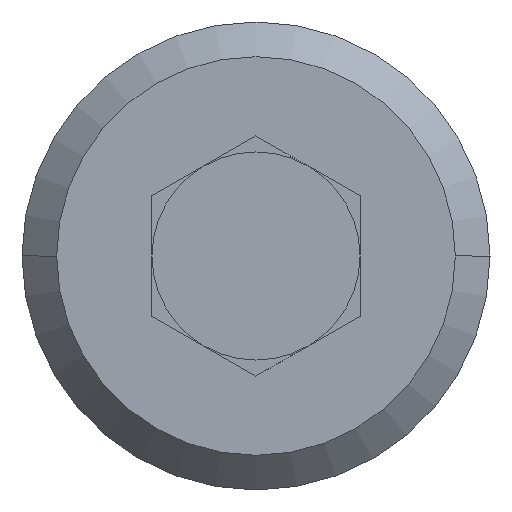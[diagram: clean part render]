
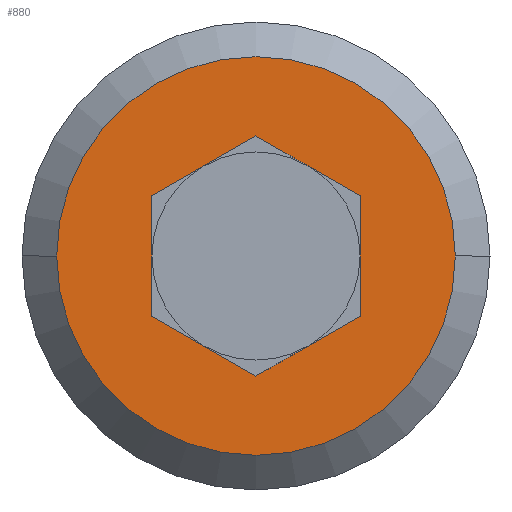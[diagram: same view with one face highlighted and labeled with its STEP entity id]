
A CAD part, left-side view. The second image highlights one B-rep face of the part: STEP entity #880.
In plain terms, the highlighted planar face has unit normal (-1, 0, 0).
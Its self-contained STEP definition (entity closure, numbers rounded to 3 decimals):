
#84 = DIRECTION ( 'NONE',  ( 0., 0.866, 0.5 ) ) ;
#125 = ORIENTED_EDGE ( 'NONE', *, *, #2224, .T. ) ;
#175 = EDGE_LOOP ( 'NONE', ( #125, #2648 ) ) ;
#313 = DIRECTION ( 'NONE',  ( -1., 0., 0. ) ) ;
#382 = PLANE ( 'NONE',  #3364 ) ;
#462 = VECTOR ( 'NONE', #1855, 1000. ) ;
#486 = CARTESIAN_POINT ( 'NONE',  ( 0., 0., -3.464 ) ) ;
#515 = AXIS2_PLACEMENT_3D ( 'NONE', #1610, #313, #1351 ) ;
#550 = CARTESIAN_POINT ( 'NONE',  ( 0., 3., -1.732 ) ) ;
#558 = VERTEX_POINT ( 'NONE', #1038 ) ;
#585 = LINE ( 'NONE', #1368, #2867 ) ;
#748 = ORIENTED_EDGE ( 'NONE', *, *, #2265, .F. ) ;
#775 = LINE ( 'NONE', #486, #842 ) ;
#842 = VECTOR ( 'NONE', #1529, 1000. ) ;
#880 = ADVANCED_FACE ( 'NONE', ( #2012, #2736 ), #382, .F. ) ;
#1038 = CARTESIAN_POINT ( 'NONE',  ( 0., 0., 3.464 ) ) ;
#1039 = CARTESIAN_POINT ( 'NONE',  ( 0., -3., 1.732 ) ) ;
#1194 = DIRECTION ( 'NONE',  ( 0., 1., 0. ) ) ;
#1240 = ORIENTED_EDGE ( 'NONE', *, *, #2119, .F. ) ;
#1333 = CARTESIAN_POINT ( 'NONE',  ( 0., 5.75, 0. ) ) ;
#1345 = VERTEX_POINT ( 'NONE', #1039 ) ;
#1351 = DIRECTION ( 'NONE',  ( 0., 1., 0. ) ) ;
#1368 = CARTESIAN_POINT ( 'NONE',  ( 0., -3., 1.732 ) ) ;
#1418 = DIRECTION ( 'NONE',  ( -1., 0., 0. ) ) ;
#1424 = CARTESIAN_POINT ( 'NONE',  ( 0., 6.75, 0. ) ) ;
#1429 = VERTEX_POINT ( 'NONE', #3349 ) ;
#1529 = DIRECTION ( 'NONE',  ( 0., -0.866, 0.5 ) ) ;
#1563 = VECTOR ( 'NONE', #2094, 1000. ) ;
#1564 = LINE ( 'NONE', #550, #1563 ) ;
#1573 = EDGE_CURVE ( 'NONE', #1429, #2068, #2128, .T. ) ;
#1585 = VERTEX_POINT ( 'NONE', #1333 ) ;
#1610 = CARTESIAN_POINT ( 'NONE',  ( 0., 0., 0. ) ) ;
#1712 = LINE ( 'NONE', #2484, #1997 ) ;
#1741 = EDGE_CURVE ( 'NONE', #2992, #1345, #1712, .T. ) ;
#1807 = EDGE_CURVE ( 'NONE', #2876, #1585, #2768, .T. ) ;
#1855 = DIRECTION ( 'NONE',  ( 0., 0., -1. ) ) ;
#1884 = CARTESIAN_POINT ( 'NONE',  ( 0., 3., 1.732 ) ) ;
#1935 = CARTESIAN_POINT ( 'NONE',  ( 0., 0., 0. ) ) ;
#1952 = EDGE_CURVE ( 'NONE', #2068, #2700, #1564, .T. ) ;
#1955 = CARTESIAN_POINT ( 'NONE',  ( 0., -3., -1.732 ) ) ;
#1978 = ORIENTED_EDGE ( 'NONE', *, *, #1952, .F. ) ;
#1997 = VECTOR ( 'NONE', #3258, 1000. ) ;
#2001 = AXIS2_PLACEMENT_3D ( 'NONE', #1935, #1418, #1194 ) ;
#2012 = FACE_BOUND ( 'NONE', #2105, .T. ) ;
#2049 = DIRECTION ( 'NONE',  ( 0., 1., 0. ) ) ;
#2060 = EDGE_CURVE ( 'NONE', #2700, #2992, #775, .T. ) ;
#2068 = VERTEX_POINT ( 'NONE', #2575 ) ;
#2094 = DIRECTION ( 'NONE',  ( 0., -0.866, -0.5 ) ) ;
#2105 = EDGE_LOOP ( 'NONE', ( #1240, #748, #2890, #2281, #1978, #3019 ) ) ;
#2119 = EDGE_CURVE ( 'NONE', #558, #1429, #2167, .T. ) ;
#2128 = LINE ( 'NONE', #1884, #462 ) ;
#2163 = VECTOR ( 'NONE', #3192, 1000. ) ;
#2167 = LINE ( 'NONE', #2437, #2163 ) ;
#2224 = EDGE_CURVE ( 'NONE', #1585, #2876, #2595, .T. ) ;
#2265 = EDGE_CURVE ( 'NONE', #1345, #558, #585, .T. ) ;
#2281 = ORIENTED_EDGE ( 'NONE', *, *, #2060, .F. ) ;
#2378 = CARTESIAN_POINT ( 'NONE',  ( 0., -5.75, 0. ) ) ;
#2437 = CARTESIAN_POINT ( 'NONE',  ( 0., 0., 3.464 ) ) ;
#2484 = CARTESIAN_POINT ( 'NONE',  ( 0., -3., -1.732 ) ) ;
#2559 = DIRECTION ( 'NONE',  ( 1., 0., 0. ) ) ;
#2575 = CARTESIAN_POINT ( 'NONE',  ( 0., 3., -1.732 ) ) ;
#2595 = CIRCLE ( 'NONE', #515, 5.75 ) ;
#2648 = ORIENTED_EDGE ( 'NONE', *, *, #1807, .T. ) ;
#2700 = VERTEX_POINT ( 'NONE', #2704 ) ;
#2704 = CARTESIAN_POINT ( 'NONE',  ( 0., 0., -3.464 ) ) ;
#2736 = FACE_OUTER_BOUND ( 'NONE', #175, .T. ) ;
#2768 = CIRCLE ( 'NONE', #2001, 5.75 ) ;
#2867 = VECTOR ( 'NONE', #84, 1000. ) ;
#2876 = VERTEX_POINT ( 'NONE', #2378 ) ;
#2890 = ORIENTED_EDGE ( 'NONE', *, *, #1741, .F. ) ;
#2992 = VERTEX_POINT ( 'NONE', #1955 ) ;
#3019 = ORIENTED_EDGE ( 'NONE', *, *, #1573, .F. ) ;
#3192 = DIRECTION ( 'NONE',  ( 0., 0.866, -0.5 ) ) ;
#3258 = DIRECTION ( 'NONE',  ( 0., 0., 1. ) ) ;
#3349 = CARTESIAN_POINT ( 'NONE',  ( 0., 3., 1.732 ) ) ;
#3364 = AXIS2_PLACEMENT_3D ( 'NONE', #1424, #2559, #2049 ) ;
